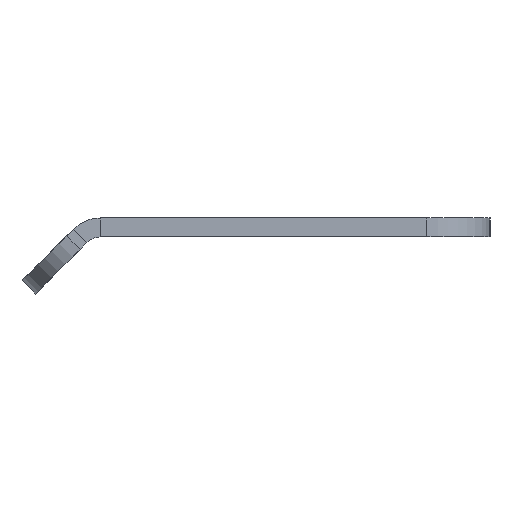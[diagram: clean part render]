
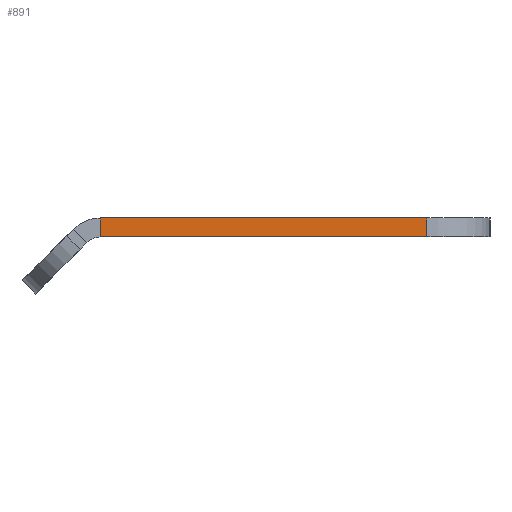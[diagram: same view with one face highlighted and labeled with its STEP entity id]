
A CAD part, left-side view. The second image highlights one B-rep face of the part: STEP entity #891.
In plain terms, the highlighted planar face has unit normal (-1, 0, 0).
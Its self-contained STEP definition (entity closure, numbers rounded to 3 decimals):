
#16 = ORIENTED_EDGE ( 'NONE', *, *, #67, .T. ) ;
#67 = EDGE_CURVE ( 'NONE', #2194, #1626, #774, .T. ) ;
#83 = DIRECTION ( 'NONE',  ( 0., 0., 1. ) ) ;
#192 = DIRECTION ( 'NONE',  ( 0., 0., -1. ) ) ;
#197 = VECTOR ( 'NONE', #1924, 1000. ) ;
#269 = CARTESIAN_POINT ( 'NONE',  ( -77.5, 31.818, -1.939 ) ) ;
#313 = EDGE_CURVE ( 'NONE', #1601, #431, #1057, .T. ) ;
#431 = VERTEX_POINT ( 'NONE', #883 ) ;
#495 = ORIENTED_EDGE ( 'NONE', *, *, #1463, .T. ) ;
#583 = CARTESIAN_POINT ( 'NONE',  ( -77.5, 0., 0. ) ) ;
#621 = FACE_OUTER_BOUND ( 'NONE', #1737, .T. ) ;
#679 = CARTESIAN_POINT ( 'NONE',  ( -77.5, 5., 0. ) ) ;
#705 = LINE ( 'NONE', #1561, #1704 ) ;
#774 = LINE ( 'NONE', #583, #776 ) ;
#776 = VECTOR ( 'NONE', #1441, 1000. ) ;
#779 = LINE ( 'NONE', #1633, #1415 ) ;
#883 = CARTESIAN_POINT ( 'NONE',  ( -77.5, 30.757, -1.5 ) ) ;
#891 = ADVANCED_FACE ( 'NONE', ( #621 ), #1308, .T. ) ;
#1010 = ORIENTED_EDGE ( 'NONE', *, *, #1631, .T. ) ;
#1057 = LINE ( 'NONE', #1237, #197 ) ;
#1140 = CARTESIAN_POINT ( 'NONE',  ( -77.5, 5., -1.5 ) ) ;
#1237 = CARTESIAN_POINT ( 'NONE',  ( -77.5, 0., -1.5 ) ) ;
#1308 = PLANE ( 'NONE',  #1504 ) ;
#1415 = VECTOR ( 'NONE', #83, 1000. ) ;
#1441 = DIRECTION ( 'NONE',  ( 0., 1., 0. ) ) ;
#1463 = EDGE_CURVE ( 'NONE', #1626, #431, #705, .T. ) ;
#1504 = AXIS2_PLACEMENT_3D ( 'NONE', #269, #1991, #1956 ) ;
#1561 = CARTESIAN_POINT ( 'NONE',  ( -77.5, 30.757, 0. ) ) ;
#1601 = VERTEX_POINT ( 'NONE', #1140 ) ;
#1626 = VERTEX_POINT ( 'NONE', #1959 ) ;
#1631 = EDGE_CURVE ( 'NONE', #1601, #2194, #779, .T. ) ;
#1633 = CARTESIAN_POINT ( 'NONE',  ( -77.5, 5., -1.939 ) ) ;
#1704 = VECTOR ( 'NONE', #192, 1000. ) ;
#1737 = EDGE_LOOP ( 'NONE', ( #1893, #1010, #16, #495 ) ) ;
#1893 = ORIENTED_EDGE ( 'NONE', *, *, #313, .F. ) ;
#1924 = DIRECTION ( 'NONE',  ( 0., 1., 0. ) ) ;
#1956 = DIRECTION ( 'NONE',  ( 0., 0., 1. ) ) ;
#1959 = CARTESIAN_POINT ( 'NONE',  ( -77.5, 30.757, 0. ) ) ;
#1991 = DIRECTION ( 'NONE',  ( -1., 0., 0. ) ) ;
#2194 = VERTEX_POINT ( 'NONE', #679 ) ;
